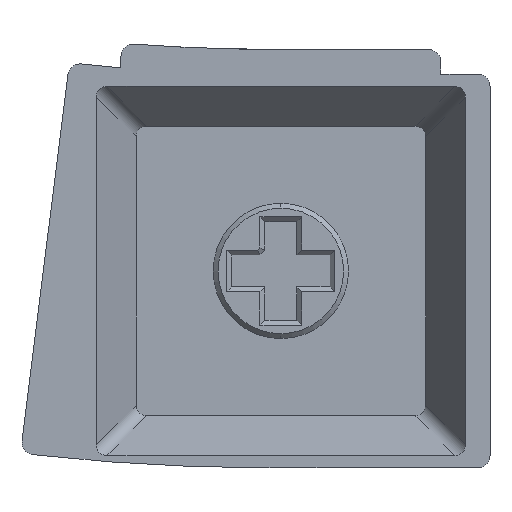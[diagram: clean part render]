
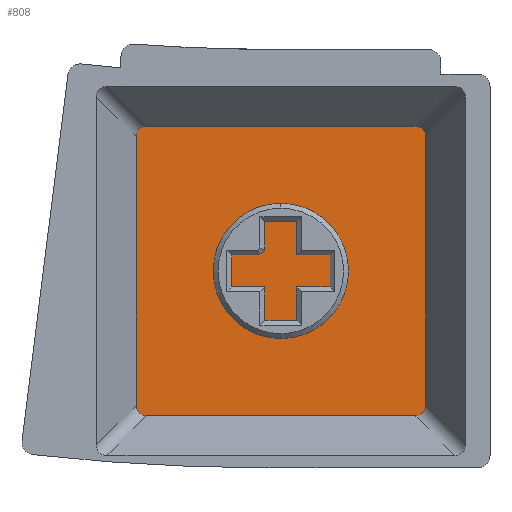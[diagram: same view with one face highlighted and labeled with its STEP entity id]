
A CAD part, front view. The second image highlights one B-rep face of the part: STEP entity #808.
In plain terms, the highlighted planar face has unit normal (0, -1, 0).
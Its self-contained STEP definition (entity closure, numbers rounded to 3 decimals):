
#5 = CARTESIAN_POINT ( 'NONE',  ( -5.45, 0., 5.883 ) ) ;
#51 = CARTESIAN_POINT ( 'NONE',  ( 5.45, 0., -5.883 ) ) ;
#84 = VERTEX_POINT ( 'NONE', #418 ) ;
#88 = ORIENTED_EDGE ( 'NONE', *, *, #2205, .T. ) ;
#129 =( BOUNDED_CURVE ( )  B_SPLINE_CURVE ( 3, ( #51, #2303, #812, #3076 ),
 .UNSPECIFIED., .F., .T. ) 
 B_SPLINE_CURVE_WITH_KNOTS ( ( 4, 4 ),
 ( 5.624, 6.942 ),
 .UNSPECIFIED. ) 
 CURVE ( )  GEOMETRIC_REPRESENTATION_ITEM ( )  RATIONAL_B_SPLINE_CURVE ( ( 1., 0.86, 0.86, 1. ) ) 
 REPRESENTATION_ITEM ( '' )  );
#149 = CARTESIAN_POINT ( 'NONE',  ( -5.883, 0., 5.716 ) ) ;
#273 = VERTEX_POINT ( 'NONE', #815 ) ;
#281 = DIRECTION ( 'NONE',  ( 0., 0., -1. ) ) ;
#312 = EDGE_CURVE ( 'NONE', #1350, #1166, #2276, .T. ) ;
#418 = CARTESIAN_POINT ( 'NONE',  ( 5.883, 0., 5.45 ) ) ;
#526 = VERTEX_POINT ( 'NONE', #2440 ) ;
#554 = AXIS2_PLACEMENT_3D ( 'NONE', #2537, #2774, #281 ) ;
#582 = CARTESIAN_POINT ( 'NONE',  ( -5.716, 0., -5.883 ) ) ;
#589 = CARTESIAN_POINT ( 'NONE',  ( 5.883, 0., 5.45 ) ) ;
#596 = CARTESIAN_POINT ( 'NONE',  ( -5.45, 0., -5.883 ) ) ;
#674 = EDGE_CURVE ( 'NONE', #2239, #2033, #129, .T. ) ;
#808 = ADVANCED_FACE ( 'NONE', ( #1038 ), #2806, .T. ) ;
#812 = CARTESIAN_POINT ( 'NONE',  ( 5.883, 0., -5.716 ) ) ;
#815 = CARTESIAN_POINT ( 'NONE',  ( 5.45, 0., 5.883 ) ) ;
#904 = ORIENTED_EDGE ( 'NONE', *, *, #312, .T. ) ;
#960 = CARTESIAN_POINT ( 'NONE',  ( -5.716, 0., 5.883 ) ) ;
#988 = CARTESIAN_POINT ( 'NONE',  ( 5.883, 0., 76.992 ) ) ;
#1038 = FACE_OUTER_BOUND ( 'NONE', #3100, .T. ) ;
#1041 = EDGE_CURVE ( 'NONE', #273, #2536, #1655, .T. ) ;
#1065 = CARTESIAN_POINT ( 'NONE',  ( 5.716, 0., 5.883 ) ) ;
#1091 = ORIENTED_EDGE ( 'NONE', *, *, #674, .T. ) ;
#1113 = CARTESIAN_POINT ( 'NONE',  ( 5.45, 0., -5.883 ) ) ;
#1166 = VERTEX_POINT ( 'NONE', #2802 ) ;
#1252 = DIRECTION ( 'NONE',  ( 0., 0., 1. ) ) ;
#1329 = CARTESIAN_POINT ( 'NONE',  ( -5.883, 0., -5.45 ) ) ;
#1350 = VERTEX_POINT ( 'NONE', #2607 ) ;
#1359 = ORIENTED_EDGE ( 'NONE', *, *, #2062, .T. ) ;
#1430 = DIRECTION ( 'NONE',  ( -1., 0., 0. ) ) ;
#1499 = LINE ( 'NONE', #1510, #1733 ) ;
#1510 = CARTESIAN_POINT ( 'NONE',  ( -0.526, 0., -5.883 ) ) ;
#1565 = CARTESIAN_POINT ( 'NONE',  ( 5.883, 0., 5.716 ) ) ;
#1585 = LINE ( 'NONE', #3110, #2840 ) ;
#1599 = DIRECTION ( 'NONE',  ( 0., 0., -1. ) ) ;
#1655 = LINE ( 'NONE', #1706, #3195 ) ;
#1667 = ORIENTED_EDGE ( 'NONE', *, *, #2091, .T. ) ;
#1706 = CARTESIAN_POINT ( 'NONE',  ( -0.526, 0., 5.883 ) ) ;
#1733 = VECTOR ( 'NONE', #2519, 1000. ) ;
#1921 = EDGE_CURVE ( 'NONE', #526, #1350, #1585, .T. ) ;
#1931 = ORIENTED_EDGE ( 'NONE', *, *, #1921, .T. ) ;
#2018 =( BOUNDED_CURVE ( )  B_SPLINE_CURVE ( 3, ( #2675, #960, #149, #2708 ),
 .UNSPECIFIED., .F., .F. ) 
 B_SPLINE_CURVE_WITH_KNOTS ( ( 4, 4 ),
 ( 2.483, 3.801 ),
 .UNSPECIFIED. ) 
 CURVE ( )  GEOMETRIC_REPRESENTATION_ITEM ( )  RATIONAL_B_SPLINE_CURVE ( ( 1., 0.86, 0.86, 1. ) ) 
 REPRESENTATION_ITEM ( '' )  );
#2024 = EDGE_CURVE ( 'NONE', #2536, #526, #2018, .T. ) ;
#2033 = VERTEX_POINT ( 'NONE', #2400 ) ;
#2062 = EDGE_CURVE ( 'NONE', #2033, #84, #2242, .T. ) ;
#2091 = EDGE_CURVE ( 'NONE', #1166, #2239, #1499, .T. ) ;
#2205 = EDGE_CURVE ( 'NONE', #84, #273, #2469, .T. ) ;
#2239 = VERTEX_POINT ( 'NONE', #1113 ) ;
#2242 = LINE ( 'NONE', #988, #2359 ) ;
#2276 =( BOUNDED_CURVE ( )  B_SPLINE_CURVE ( 3, ( #1329, #3064, #582, #596 ),
 .UNSPECIFIED., .F., .F. ) 
 B_SPLINE_CURVE_WITH_KNOTS ( ( 4, 4 ),
 ( 5.624, 6.942 ),
 .UNSPECIFIED. ) 
 CURVE ( )  GEOMETRIC_REPRESENTATION_ITEM ( )  RATIONAL_B_SPLINE_CURVE ( ( 1., 0.86, 0.86, 1. ) ) 
 REPRESENTATION_ITEM ( '' )  );
#2303 = CARTESIAN_POINT ( 'NONE',  ( 5.716, 0., -5.883 ) ) ;
#2328 = ORIENTED_EDGE ( 'NONE', *, *, #2024, .T. ) ;
#2359 = VECTOR ( 'NONE', #1252, 1000. ) ;
#2400 = CARTESIAN_POINT ( 'NONE',  ( 5.883, 0., -5.45 ) ) ;
#2440 = CARTESIAN_POINT ( 'NONE',  ( -5.883, 0., 5.45 ) ) ;
#2469 =( BOUNDED_CURVE ( )  B_SPLINE_CURVE ( 3, ( #589, #1565, #1065, #2589 ),
 .UNSPECIFIED., .F., .T. ) 
 B_SPLINE_CURVE_WITH_KNOTS ( ( 4, 4 ),
 ( 2.483, 3.801 ),
 .UNSPECIFIED. ) 
 CURVE ( )  GEOMETRIC_REPRESENTATION_ITEM ( )  RATIONAL_B_SPLINE_CURVE ( ( 1., 0.86, 0.86, 1. ) ) 
 REPRESENTATION_ITEM ( '' )  );
#2519 = DIRECTION ( 'NONE',  ( 1., 0., 0. ) ) ;
#2536 = VERTEX_POINT ( 'NONE', #5 ) ;
#2537 = CARTESIAN_POINT ( 'NONE',  ( -0.526, 0., 76.992 ) ) ;
#2589 = CARTESIAN_POINT ( 'NONE',  ( 5.45, 0., 5.883 ) ) ;
#2607 = CARTESIAN_POINT ( 'NONE',  ( -5.883, 0., -5.45 ) ) ;
#2675 = CARTESIAN_POINT ( 'NONE',  ( -5.45, 0., 5.883 ) ) ;
#2708 = CARTESIAN_POINT ( 'NONE',  ( -5.883, 0., 5.45 ) ) ;
#2774 = DIRECTION ( 'NONE',  ( 0., -1., 0. ) ) ;
#2802 = CARTESIAN_POINT ( 'NONE',  ( -5.45, 0., -5.883 ) ) ;
#2806 = PLANE ( 'NONE',  #554 ) ;
#2840 = VECTOR ( 'NONE', #1599, 1000. ) ;
#3064 = CARTESIAN_POINT ( 'NONE',  ( -5.883, 0., -5.716 ) ) ;
#3076 = CARTESIAN_POINT ( 'NONE',  ( 5.883, 0., -5.45 ) ) ;
#3100 = EDGE_LOOP ( 'NONE', ( #3121, #2328, #1931, #904, #1667, #1091, #1359, #88 ) ) ;
#3110 = CARTESIAN_POINT ( 'NONE',  ( -5.883, 0., 76.992 ) ) ;
#3121 = ORIENTED_EDGE ( 'NONE', *, *, #1041, .T. ) ;
#3195 = VECTOR ( 'NONE', #1430, 1000. ) ;
